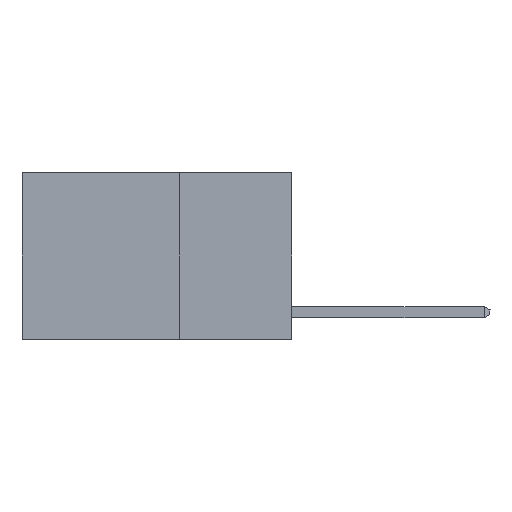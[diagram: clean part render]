
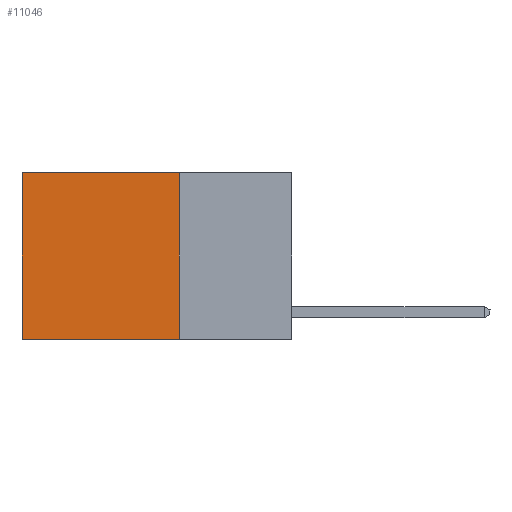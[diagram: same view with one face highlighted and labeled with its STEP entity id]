
A CAD part, left-side view. The second image highlights one B-rep face of the part: STEP entity #11046.
In plain terms, the highlighted planar face has unit normal (-1, 0, 0).
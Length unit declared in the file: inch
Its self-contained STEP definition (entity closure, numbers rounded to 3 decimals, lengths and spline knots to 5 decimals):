
#801 = LINE ( 'NONE', #2868, #8874 ) ;
#1450 = EDGE_LOOP ( 'NONE', ( #12152, #5100, #5506, #2892 ) ) ;
#1752 = DIRECTION ( 'NONE',  ( 0., 1., 0. ) ) ;
#1824 = CARTESIAN_POINT ( 'NONE',  ( 0.2625, 0.6, 0. ) ) ;
#2720 = PLANE ( 'NONE',  #12567 ) ;
#2868 = CARTESIAN_POINT ( 'NONE',  ( 0.2625, 0.25, -0.37 ) ) ;
#2892 = ORIENTED_EDGE ( 'NONE', *, *, #13849, .T. ) ;
#2917 = FACE_OUTER_BOUND ( 'NONE', #1450, .T. ) ;
#4748 = CARTESIAN_POINT ( 'NONE',  ( 0.2625, 0.25, 0. ) ) ;
#4833 = DIRECTION ( 'NONE',  ( 1., 0., 0. ) ) ;
#5100 = ORIENTED_EDGE ( 'NONE', *, *, #5288, .F. ) ;
#5288 = EDGE_CURVE ( 'NONE', #14024, #11432, #801, .T. ) ;
#5506 = ORIENTED_EDGE ( 'NONE', *, *, #11349, .F. ) ;
#6595 = VECTOR ( 'NONE', #10579, 39.37008 ) ;
#7321 = LINE ( 'NONE', #12190, #12038 ) ;
#7406 = VECTOR ( 'NONE', #12848, 39.37008 ) ;
#7508 = CARTESIAN_POINT ( 'NONE',  ( 0.2625, 0.25, 0. ) ) ;
#7658 = LINE ( 'NONE', #11836, #6595 ) ;
#8023 = VERTEX_POINT ( 'NONE', #1824 ) ;
#8832 = CARTESIAN_POINT ( 'NONE',  ( 0.2625, 0.6, -0.37 ) ) ;
#8874 = VECTOR ( 'NONE', #1752, 39.37008 ) ;
#9575 = CARTESIAN_POINT ( 'NONE',  ( 0.2625, 0.25, -0.37 ) ) ;
#10579 = DIRECTION ( 'NONE',  ( 0., 0., -1. ) ) ;
#10930 = LINE ( 'NONE', #11510, #7406 ) ;
#11046 = ADVANCED_FACE ( 'NONE', ( #2917 ), #2720, .F. ) ;
#11349 = EDGE_CURVE ( 'NONE', #11996, #14024, #10930, .T. ) ;
#11432 = VERTEX_POINT ( 'NONE', #8832 ) ;
#11510 = CARTESIAN_POINT ( 'NONE',  ( 0.2625, 0.25, 0. ) ) ;
#11836 = CARTESIAN_POINT ( 'NONE',  ( 0.2625, 0.6, 0. ) ) ;
#11996 = VERTEX_POINT ( 'NONE', #7508 ) ;
#12038 = VECTOR ( 'NONE', #14406, 39.37008 ) ;
#12152 = ORIENTED_EDGE ( 'NONE', *, *, #14381, .T. ) ;
#12190 = CARTESIAN_POINT ( 'NONE',  ( 0.2625, 0.25, 0. ) ) ;
#12545 = DIRECTION ( 'NONE',  ( 0., 0., -1. ) ) ;
#12567 = AXIS2_PLACEMENT_3D ( 'NONE', #4748, #4833, #12545 ) ;
#12848 = DIRECTION ( 'NONE',  ( 0., 0., -1. ) ) ;
#13849 = EDGE_CURVE ( 'NONE', #11996, #8023, #7321, .T. ) ;
#14024 = VERTEX_POINT ( 'NONE', #9575 ) ;
#14381 = EDGE_CURVE ( 'NONE', #8023, #11432, #7658, .T. ) ;
#14406 = DIRECTION ( 'NONE',  ( 0., 1., 0. ) ) ;
